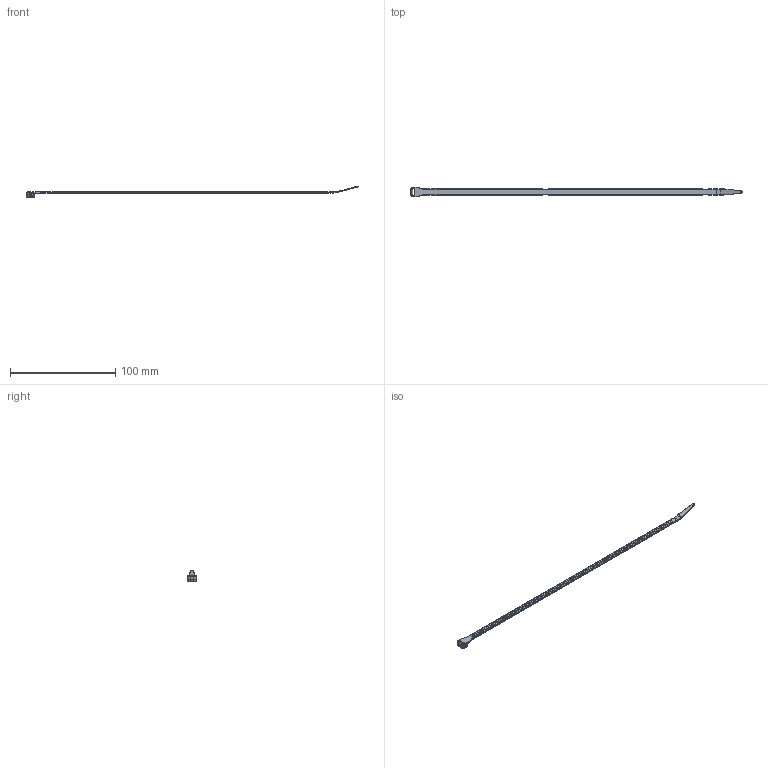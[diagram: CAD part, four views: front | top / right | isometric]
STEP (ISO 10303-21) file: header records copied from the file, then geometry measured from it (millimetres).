
FILE_DESCRIPTION(/* description */ (''),/* implementation_level */ '2;1');
FILE_NAME(/* name */ 'PANDUIT_SG300S.stp',/* time_stamp */ '2014-05-02T13:52:20-05:00',/* author */ (''),/* organization */ (''),/* preprocessor_version */ 'ST-DEVELOPER v11',/* originating_system */ 'SIEMENS PLM Software NX 7.5',/* authorisation */ '');
FILE_SCHEMA (('CONFIG_CONTROL_DESIGN'));
Products named in the file (1): bwg80B5y6pi
Bounding box: 315.25 x 9.35 x 11.05 mm (x, y, z)
Volume: 2308.5 mm3; surface area: 5986.7 mm2
Topology: 1 solids, 263 shells, 2502 faces, 5770 edges, 3800 vertices
Faces by surface type: plane 1771, cylinder 651, bspline 56, torus 16, cone 6, sphere 2
Entity records: 70784 total; most frequent: CARTESIAN_POINT 13331, DIRECTION 11917, ORIENTED_EDGE 11530, EDGE_CURVE 5765, LINE 4257, VECTOR 4257, AXIS2_PLACEMENT_3D 3830, VERTEX_POINT 3800
